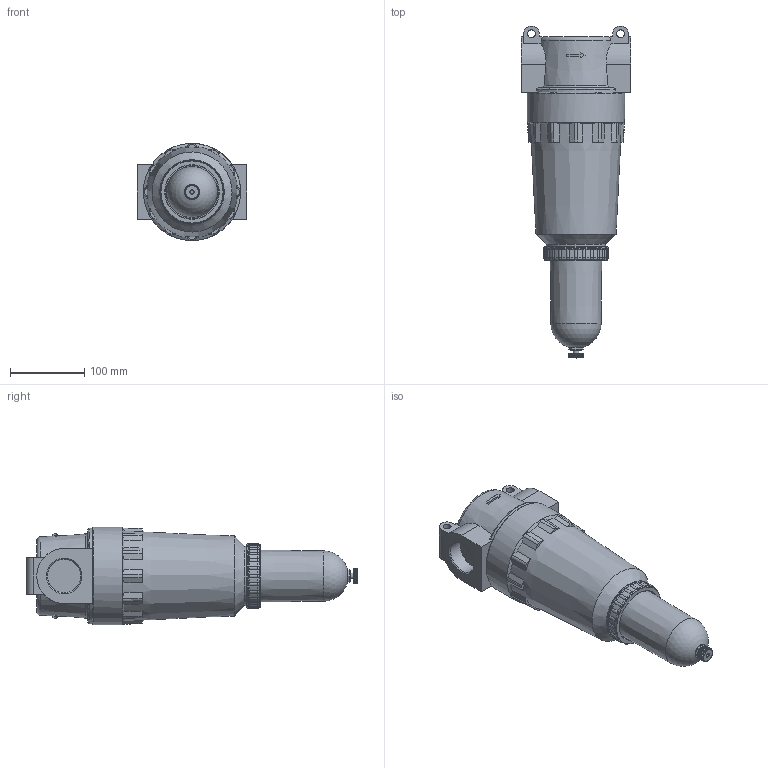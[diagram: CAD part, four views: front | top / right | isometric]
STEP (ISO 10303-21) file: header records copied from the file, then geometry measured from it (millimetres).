
FILE_DESCRIPTION( ( 'STEP AP203' ), '1' );
FILE_NAME( '9_1187_00_350_0V_2_03.stp', ' ', ( ' ' ), ( ' ' ), 'PSStep 15.0.47', 'PARTsolutions', ' ' );
FILE_SCHEMA( ( 'CONFIG_CONTROL_DESIGN' ) );
Length unit declared in the file: millimetre
Products named in the file (3): 9.1187.00.350.0V; _650 H/K-1; _650 H/K0-3
Assembly tree (2 placements, depth 2):
  9.1187.00.350.0V
    _650 H/K-1
    _650 H/K0-3
Bounding box: 148 x 447.5 x 131 mm (x, y, z)
Volume: 3665708.2 mm3; surface area: 183493.8 mm2
Topology: 2 solids, 2 shells, 331 faces, 842 edges, 527 vertices
Faces by surface type: cylinder 129, plane 94, cone 61, sphere 25, torus 22
Full cylindrical faces by diameter (mm): 4 x1, 8 x1, 10.5 x2, 14 x1, 20 x2, 44.845 x2, 72.584 x1, 80 x1, 87 x1, 131 x1
Entity records: 11948 total; most frequent: CARTESIAN_POINT 4374, ORIENTED_EDGE 1610, DIRECTION 1462, EDGE_CURVE 805, AXIS2_PLACEMENT_3D 605, VERTEX_POINT 517, EDGE_LOOP 374, FACE_OUTER_BOUND 349
